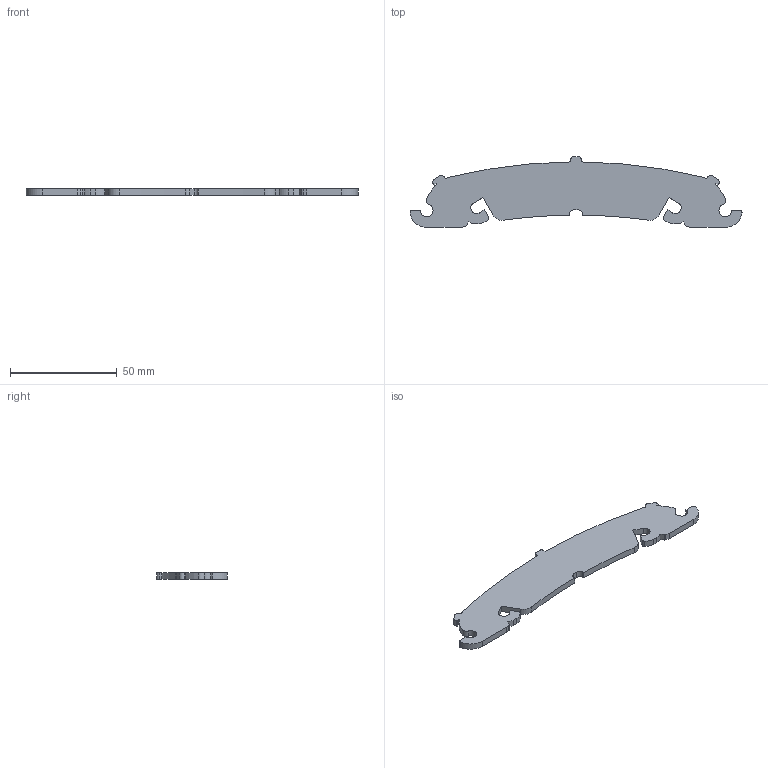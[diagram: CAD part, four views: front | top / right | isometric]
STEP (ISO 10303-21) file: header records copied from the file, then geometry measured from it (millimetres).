
FILE_DESCRIPTION(/* description */ (''),/* implementation_level */ '2;1');
FILE_NAME(/* name */ 'top-piece v37.step',/* time_stamp */ '2020-05-31T09:15:02+02:00',/* author */ (''),/* organization */ (''),/* preprocessor_version */ 'ST-DEVELOPER v18.1',/* originating_system */ 'Autodesk Translation Framework v9.3.0.1241',/* authorisation */ '');
FILE_SCHEMA (('AUTOMOTIVE_DESIGN { 1 0 10303 214 3 1 1 }'));
Length unit declared in the file: millimetre
Products named in the file (2): top-piece; Component5
Assembly tree (1 placements, depth 2):
  top-piece
    Component5
Bounding box: 155.74 x 33.25 x 3 mm (x, y, z)
Volume: 10026.8 mm3; surface area: 8000.9 mm2
Topology: 1 solids, 1 shells, 80 faces, 234 edges, 156 vertices
Faces by surface type: cylinder 42, plane 38
Entity records: 2742 total; most frequent: DIRECTION 484, CARTESIAN_POINT 473, ORIENTED_EDGE 468, EDGE_CURVE 234, AXIS2_PLACEMENT_3D 167, VERTEX_POINT 156, LINE 150, VECTOR 150
